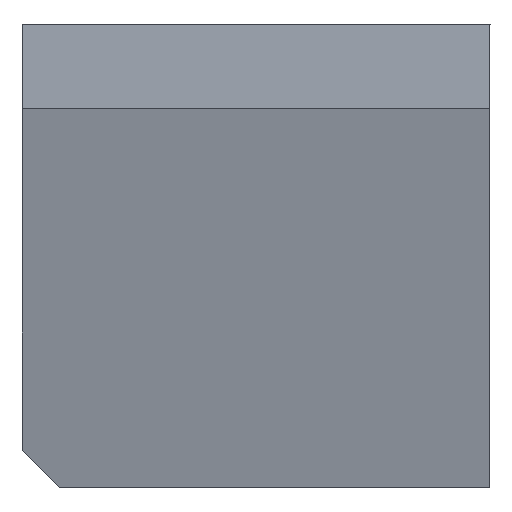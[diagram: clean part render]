
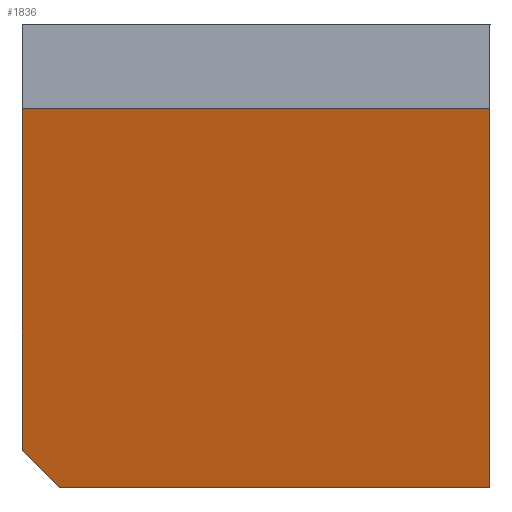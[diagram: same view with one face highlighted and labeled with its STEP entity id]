
A CAD part, left-side view. The second image highlights one B-rep face of the part: STEP entity #1836.
In plain terms, the highlighted planar face has unit normal (-0.943, 0.334, 0).
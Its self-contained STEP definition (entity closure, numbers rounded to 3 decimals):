
#1836=ADVANCED_FACE('NONE',(#4570),#4571,.F.);
#4570=FACE_OUTER_BOUND('',#8199,.T.);
#4571=PLANE('',#8200);
#8199=EDGE_LOOP('',(#15733,#15734,#15735,#15736,#15737));
#8200=AXIS2_PLACEMENT_3D('',#15738,#15739,#15740);
#15733=ORIENTED_EDGE('',*,*,#25382,.T.);
#15734=ORIENTED_EDGE('',*,*,#26286,.T.);
#15735=ORIENTED_EDGE('',*,*,#26287,.T.);
#15736=ORIENTED_EDGE('',*,*,#25372,.F.);
#15737=ORIENTED_EDGE('',*,*,#26288,.T.);
#15738=CARTESIAN_POINT('',(-4.433,-12.5,24.75));
#15739=DIRECTION('',(0.942,-0.334,0.0));
#15740=DIRECTION('',(0.0,0.0,-1.0));
#25372=EDGE_CURVE('NONE',#31993,#31995,#31996,.T.);
#25382=EDGE_CURVE('NONE',#32011,#32009,#32012,.T.);
#26286=EDGE_CURVE('NONE',#32009,#33518,#33519,.T.);
#26287=EDGE_CURVE('NONE',#33518,#31995,#33520,.T.);
#26288=EDGE_CURVE('NONE',#31993,#32011,#33521,.T.);
#31993=VERTEX_POINT('NONE',#41323);
#31995=VERTEX_POINT('NONE',#41326);
#31996=LINE('',#41327,#41328);
#32009=VERTEX_POINT('NONE',#41347);
#32011=VERTEX_POINT('NONE',#41350);
#32012=LINE('',#41351,#41352);
#33518=VERTEX_POINT('NONE',#43760);
#33519=LINE('',#43761,#43762);
#33520=LINE('',#43763,#43764);
#33521=LINE('',#43765,#43766);
#41323=CARTESIAN_POINT('',(-4.433,-12.5,20.25));
#41326=CARTESIAN_POINT('',(-4.433,-12.5,0.0));
#41327=CARTESIAN_POINT('',(-4.433,-12.5,24.75));
#41328=VECTOR('',#47976,1000.0);
#41347=CARTESIAN_POINT('',(4.433,12.5,2.0));
#41350=CARTESIAN_POINT('',(4.433,12.5,20.25));
#41351=CARTESIAN_POINT('',(4.433,12.5,24.75));
#41352=VECTOR('',#47984,1000.0);
#43760=CARTESIAN_POINT('',(3.724,10.5,0.0));
#43761=CARTESIAN_POINT('',(4.433,12.5,2.0));
#43762=VECTOR('',#48887,1000.0);
#43763=CARTESIAN_POINT('',(-4.433,-12.5,0.0));
#43764=VECTOR('',#48888,1000.0);
#43765=CARTESIAN_POINT('',(-4.433,-12.5,20.25));
#43766=VECTOR('',#48889,1000.0);
#47976=DIRECTION('',(-0.0,-0.0,-1.0));
#47984=DIRECTION('',(-0.0,-0.0,-1.0));
#48887=DIRECTION('',(-0.243,-0.686,-0.686));
#48888=DIRECTION('',(-0.334,-0.942,-0.0));
#48889=DIRECTION('',(0.334,0.942,0.0));
